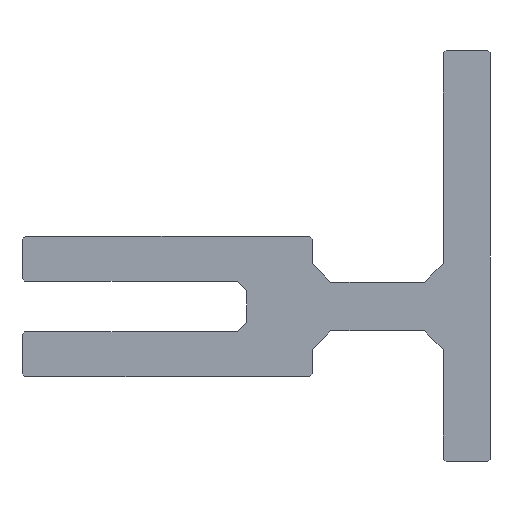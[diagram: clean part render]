
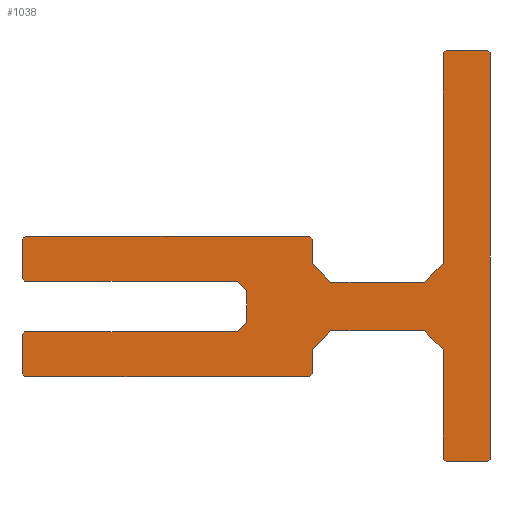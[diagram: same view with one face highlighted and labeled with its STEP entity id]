
A CAD part, front view. The second image highlights one B-rep face of the part: STEP entity #1038.
In plain terms, the highlighted planar face has unit normal (0, -1, 0).
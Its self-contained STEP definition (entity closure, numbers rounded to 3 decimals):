
#99=FACE_OUTER_BOUND('',#161,.T.);
#161=EDGE_LOOP('',(#805,#806,#807,#808,#809,#810,#811,#812,#813,#814,#815,
#816,#817,#818,#819,#820,#821,#822,#823,#824,#825,#826,#827,#828,#829,#830,
#831,#832,#833,#834,#835,#836,#837));
#204=LINE('',#1465,#324);
#240=LINE('',#1537,#360);
#242=LINE('',#1541,#362);
#245=LINE('',#1547,#365);
#248=LINE('',#1552,#368);
#249=LINE('',#1555,#369);
#251=LINE('',#1560,#371);
#254=LINE('',#1564,#374);
#256=LINE('',#1573,#376);
#258=LINE('',#1576,#378);
#266=LINE('',#1608,#386);
#269=LINE('',#1619,#389);
#270=LINE('',#1621,#390);
#271=LINE('',#1623,#391);
#272=LINE('',#1625,#392);
#273=LINE('',#1627,#393);
#274=LINE('',#1629,#394);
#275=LINE('',#1631,#395);
#276=LINE('',#1633,#396);
#277=LINE('',#1635,#397);
#278=LINE('',#1637,#398);
#279=LINE('',#1639,#399);
#280=LINE('',#1641,#400);
#281=LINE('',#1643,#401);
#282=LINE('',#1645,#402);
#283=LINE('',#1647,#403);
#284=LINE('',#1649,#404);
#285=LINE('',#1651,#405);
#286=LINE('',#1653,#406);
#287=LINE('',#1655,#407);
#288=LINE('',#1657,#408);
#289=LINE('',#1659,#409);
#290=LINE('',#1660,#410);
#324=VECTOR('',#1175,10.);
#360=VECTOR('',#1215,10.);
#362=VECTOR('',#1219,10.);
#365=VECTOR('',#1224,10.);
#368=VECTOR('',#1229,10.);
#369=VECTOR('',#1232,10.);
#371=VECTOR('',#1236,10.);
#374=VECTOR('',#1241,10.);
#376=VECTOR('',#1249,10.);
#378=VECTOR('',#1253,10.);
#386=VECTOR('',#1293,10.);
#389=VECTOR('',#1306,10.);
#390=VECTOR('',#1307,10.);
#391=VECTOR('',#1308,10.);
#392=VECTOR('',#1309,10.);
#393=VECTOR('',#1310,10.);
#394=VECTOR('',#1311,10.);
#395=VECTOR('',#1312,10.);
#396=VECTOR('',#1313,10.);
#397=VECTOR('',#1314,10.);
#398=VECTOR('',#1315,10.);
#399=VECTOR('',#1316,10.);
#400=VECTOR('',#1317,10.);
#401=VECTOR('',#1318,10.);
#402=VECTOR('',#1319,10.);
#403=VECTOR('',#1320,10.);
#404=VECTOR('',#1321,10.);
#405=VECTOR('',#1322,10.);
#406=VECTOR('',#1323,10.);
#407=VECTOR('',#1324,10.);
#408=VECTOR('',#1325,10.);
#409=VECTOR('',#1326,10.);
#410=VECTOR('',#1327,10.);
#444=VERTEX_POINT('',#1463);
#445=VERTEX_POINT('',#1464);
#479=VERTEX_POINT('',#1536);
#480=VERTEX_POINT('',#1540);
#481=VERTEX_POINT('',#1544);
#482=VERTEX_POINT('',#1546);
#483=VERTEX_POINT('',#1550);
#484=VERTEX_POINT('',#1554);
#485=VERTEX_POINT('',#1558);
#486=VERTEX_POINT('',#1559);
#489=VERTEX_POINT('',#1570);
#490=VERTEX_POINT('',#1572);
#501=VERTEX_POINT('',#1618);
#502=VERTEX_POINT('',#1620);
#503=VERTEX_POINT('',#1622);
#504=VERTEX_POINT('',#1624);
#505=VERTEX_POINT('',#1626);
#506=VERTEX_POINT('',#1628);
#507=VERTEX_POINT('',#1630);
#508=VERTEX_POINT('',#1632);
#509=VERTEX_POINT('',#1634);
#510=VERTEX_POINT('',#1636);
#511=VERTEX_POINT('',#1638);
#512=VERTEX_POINT('',#1640);
#513=VERTEX_POINT('',#1642);
#514=VERTEX_POINT('',#1644);
#515=VERTEX_POINT('',#1646);
#516=VERTEX_POINT('',#1648);
#517=VERTEX_POINT('',#1650);
#518=VERTEX_POINT('',#1652);
#519=VERTEX_POINT('',#1654);
#520=VERTEX_POINT('',#1656);
#521=VERTEX_POINT('',#1658);
#538=EDGE_CURVE('',#444,#445,#204,.T.);
#574=EDGE_CURVE('',#445,#479,#240,.T.);
#576=EDGE_CURVE('',#479,#480,#242,.T.);
#579=EDGE_CURVE('',#481,#482,#245,.T.);
#582=EDGE_CURVE('',#483,#481,#248,.T.);
#583=EDGE_CURVE('',#484,#483,#249,.T.);
#585=EDGE_CURVE('',#485,#486,#251,.T.);
#588=EDGE_CURVE('',#444,#486,#254,.T.);
#592=EDGE_CURVE('',#489,#490,#256,.T.);
#594=EDGE_CURVE('',#489,#482,#258,.T.);
#610=EDGE_CURVE('',#484,#480,#266,.T.);
#615=EDGE_CURVE('',#485,#501,#269,.T.);
#616=EDGE_CURVE('',#502,#501,#270,.T.);
#617=EDGE_CURVE('',#502,#503,#271,.T.);
#618=EDGE_CURVE('',#504,#503,#272,.T.);
#619=EDGE_CURVE('',#505,#504,#273,.T.);
#620=EDGE_CURVE('',#506,#505,#274,.T.);
#621=EDGE_CURVE('',#507,#506,#275,.T.);
#622=EDGE_CURVE('',#508,#507,#276,.T.);
#623=EDGE_CURVE('',#509,#508,#277,.T.);
#624=EDGE_CURVE('',#509,#510,#278,.T.);
#625=EDGE_CURVE('',#511,#510,#279,.T.);
#626=EDGE_CURVE('',#511,#512,#280,.T.);
#627=EDGE_CURVE('',#513,#512,#281,.T.);
#628=EDGE_CURVE('',#513,#514,#282,.T.);
#629=EDGE_CURVE('',#515,#514,#283,.T.);
#630=EDGE_CURVE('',#516,#515,#284,.T.);
#631=EDGE_CURVE('',#517,#516,#285,.T.);
#632=EDGE_CURVE('',#517,#518,#286,.T.);
#633=EDGE_CURVE('',#519,#518,#287,.T.);
#634=EDGE_CURVE('',#519,#520,#288,.T.);
#635=EDGE_CURVE('',#521,#520,#289,.T.);
#636=EDGE_CURVE('',#521,#490,#290,.T.);
#805=ORIENTED_EDGE('',*,*,#538,.F.);
#806=ORIENTED_EDGE('',*,*,#588,.T.);
#807=ORIENTED_EDGE('',*,*,#585,.F.);
#808=ORIENTED_EDGE('',*,*,#615,.T.);
#809=ORIENTED_EDGE('',*,*,#616,.F.);
#810=ORIENTED_EDGE('',*,*,#617,.T.);
#811=ORIENTED_EDGE('',*,*,#618,.F.);
#812=ORIENTED_EDGE('',*,*,#619,.F.);
#813=ORIENTED_EDGE('',*,*,#620,.F.);
#814=ORIENTED_EDGE('',*,*,#621,.F.);
#815=ORIENTED_EDGE('',*,*,#622,.F.);
#816=ORIENTED_EDGE('',*,*,#623,.F.);
#817=ORIENTED_EDGE('',*,*,#624,.T.);
#818=ORIENTED_EDGE('',*,*,#625,.F.);
#819=ORIENTED_EDGE('',*,*,#626,.T.);
#820=ORIENTED_EDGE('',*,*,#627,.F.);
#821=ORIENTED_EDGE('',*,*,#628,.T.);
#822=ORIENTED_EDGE('',*,*,#629,.F.);
#823=ORIENTED_EDGE('',*,*,#630,.F.);
#824=ORIENTED_EDGE('',*,*,#631,.F.);
#825=ORIENTED_EDGE('',*,*,#632,.T.);
#826=ORIENTED_EDGE('',*,*,#633,.F.);
#827=ORIENTED_EDGE('',*,*,#634,.T.);
#828=ORIENTED_EDGE('',*,*,#635,.F.);
#829=ORIENTED_EDGE('',*,*,#636,.T.);
#830=ORIENTED_EDGE('',*,*,#592,.F.);
#831=ORIENTED_EDGE('',*,*,#594,.T.);
#832=ORIENTED_EDGE('',*,*,#579,.F.);
#833=ORIENTED_EDGE('',*,*,#582,.F.);
#834=ORIENTED_EDGE('',*,*,#583,.F.);
#835=ORIENTED_EDGE('',*,*,#610,.T.);
#836=ORIENTED_EDGE('',*,*,#576,.F.);
#837=ORIENTED_EDGE('',*,*,#574,.F.);
#994=PLANE('',#1120);
#1038=ADVANCED_FACE('',(#99),#994,.T.);
#1120=AXIS2_PLACEMENT_3D('',#1617,#1304,#1305);
#1175=DIRECTION('',(0.707,0.,0.707));
#1215=DIRECTION('',(1.,0.,0.));
#1219=DIRECTION('',(0.707,0.,-0.707));
#1224=DIRECTION('',(-0.707,0.,0.707));
#1229=DIRECTION('',(-1.,0.,0.));
#1232=DIRECTION('',(-0.707,0.,-0.707));
#1236=DIRECTION('',(0.707,0.,0.707));
#1241=DIRECTION('',(0.,0.,-1.));
#1249=DIRECTION('',(-0.707,0.,0.707));
#1253=DIRECTION('',(0.,0.,-1.));
#1293=DIRECTION('',(0.,0.,1.));
#1304=DIRECTION('center_axis',(0.,-1.,0.));
#1305=DIRECTION('ref_axis',(1.,0.,0.));
#1306=DIRECTION('',(-1.,0.,0.));
#1307=DIRECTION('',(0.707,0.,-0.707));
#1308=DIRECTION('',(0.,0.,1.));
#1309=DIRECTION('',(0.707,0.,-0.707));
#1310=DIRECTION('',(1.,0.,0.));
#1311=DIRECTION('',(0.924,0.,0.383));
#1312=DIRECTION('',(0.707,0.,0.707));
#1313=DIRECTION('',(0.,0.,1.));
#1314=DIRECTION('',(-0.707,0.,0.707));
#1315=DIRECTION('',(1.,0.,0.));
#1316=DIRECTION('',(-0.707,0.,0.707));
#1317=DIRECTION('',(0.,0.,-1.));
#1318=DIRECTION('',(0.707,0.,0.707));
#1319=DIRECTION('',(-1.,0.,0.));
#1320=DIRECTION('',(0.707,0.,0.707));
#1321=DIRECTION('',(0.,0.,1.));
#1322=DIRECTION('',(-0.707,0.,0.707));
#1323=DIRECTION('',(1.,0.,0.));
#1324=DIRECTION('',(-0.707,0.,-0.707));
#1325=DIRECTION('',(0.,0.,1.));
#1326=DIRECTION('',(-0.707,0.,-0.707));
#1327=DIRECTION('',(1.,0.,0.));
#1463=CARTESIAN_POINT('',(45.,0.,34.6));
#1464=CARTESIAN_POINT('',(45.3,0.,34.9));
#1465=CARTESIAN_POINT('',(25.175,0.,14.775));
#1536=CARTESIAN_POINT('',(49.7,0.,34.9));
#1537=CARTESIAN_POINT('',(45.,0.,34.9));
#1540=CARTESIAN_POINT('',(50.,0.,34.6));
#1541=CARTESIAN_POINT('',(46.075,0.,38.525));
#1544=CARTESIAN_POINT('',(45.3,0.,-9.1));
#1546=CARTESIAN_POINT('',(45.,0.,-8.8));
#1547=CARTESIAN_POINT('',(31.625,0.,4.575));
#1550=CARTESIAN_POINT('',(49.7,0.,-9.1));
#1552=CARTESIAN_POINT('',(45.,0.,-9.1));
#1554=CARTESIAN_POINT('',(50.,0.,-8.8));
#1555=CARTESIAN_POINT('',(39.625,0.,-19.175));
#1558=CARTESIAN_POINT('',(43.,0.,10.1));
#1559=CARTESIAN_POINT('',(45.,0.,12.1));
#1560=CARTESIAN_POINT('',(30.225,0.,-2.675));
#1564=CARTESIAN_POINT('',(45.,0.,4.9));
#1570=CARTESIAN_POINT('',(45.,0.,2.9));
#1572=CARTESIAN_POINT('',(43.,0.,4.9));
#1573=CARTESIAN_POINT('',(33.975,0.,13.925));
#1576=CARTESIAN_POINT('',(45.,0.,4.9));
#1608=CARTESIAN_POINT('',(50.,0.,0.));
#1617=CARTESIAN_POINT('Origin',(0.,0.,0.));
#1618=CARTESIAN_POINT('',(33.,0.,10.1));
#1619=CARTESIAN_POINT('',(25.,0.,10.1));
#1620=CARTESIAN_POINT('',(31.,0.,12.1));
#1621=CARTESIAN_POINT('',(26.775,0.,16.325));
#1622=CARTESIAN_POINT('',(31.,0.,14.7));
#1623=CARTESIAN_POINT('',(31.,0.,5.05));
#1624=CARTESIAN_POINT('',(30.7,0.,15.));
#1625=CARTESIAN_POINT('',(26.85,0.,18.85));
#1626=CARTESIAN_POINT('',(0.5,0.,15.));
#1627=CARTESIAN_POINT('',(0.,0.,15.));
#1628=CARTESIAN_POINT('',(0.159,0.,14.859));
#1629=CARTESIAN_POINT('',(-2.45,0.,13.778));
#1630=CARTESIAN_POINT('',(0.,0.,14.7));
#1631=CARTESIAN_POINT('',(-3.6,0.,11.1));
#1632=CARTESIAN_POINT('',(0.,0.,10.5));
#1633=CARTESIAN_POINT('',(0.,0.,0.));
#1634=CARTESIAN_POINT('',(0.3,0.,10.2));
#1635=CARTESIAN_POINT('',(2.7,0.,7.8));
#1636=CARTESIAN_POINT('',(23.,0.,10.2));
#1637=CARTESIAN_POINT('',(0.,0.,10.2));
#1638=CARTESIAN_POINT('',(24.,0.,9.2));
#1639=CARTESIAN_POINT('',(20.05,0.,13.15));
#1640=CARTESIAN_POINT('',(24.,0.,5.8));
#1641=CARTESIAN_POINT('',(24.,0.,5.1));
#1642=CARTESIAN_POINT('',(23.,0.,4.8));
#1643=CARTESIAN_POINT('',(16.3,0.,-1.9));
#1644=CARTESIAN_POINT('',(0.3,0.,4.8));
#1645=CARTESIAN_POINT('',(12.,0.,4.8));
#1646=CARTESIAN_POINT('',(0.,0.,4.5));
#1647=CARTESIAN_POINT('',(-1.05,0.,3.45));
#1648=CARTESIAN_POINT('',(0.,0.,0.3));
#1649=CARTESIAN_POINT('',(0.,0.,0.));
#1650=CARTESIAN_POINT('',(0.3,0.,0.));
#1651=CARTESIAN_POINT('',(0.15,0.,0.15));
#1652=CARTESIAN_POINT('',(30.7,0.,0.));
#1653=CARTESIAN_POINT('',(0.,0.,0.));
#1654=CARTESIAN_POINT('',(31.,0.,0.3));
#1655=CARTESIAN_POINT('',(23.1,0.,-7.6));
#1656=CARTESIAN_POINT('',(31.,0.,2.9));
#1657=CARTESIAN_POINT('',(31.,0.,0.));
#1658=CARTESIAN_POINT('',(33.,0.,4.9));
#1659=CARTESIAN_POINT('',(23.025,0.,-5.075));
#1660=CARTESIAN_POINT('',(15.5,0.,4.9));
